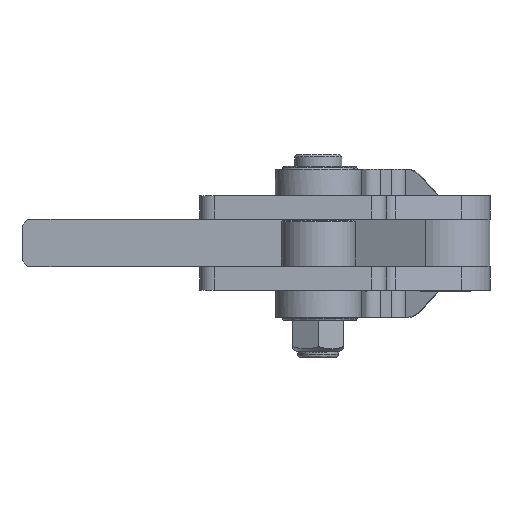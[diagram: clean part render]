
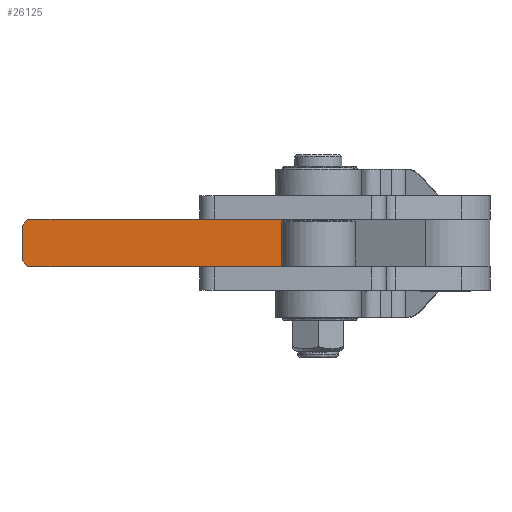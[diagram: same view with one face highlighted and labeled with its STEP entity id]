
A CAD part, front view. The second image highlights one B-rep face of the part: STEP entity #26125.
In plain terms, the highlighted planar face has unit normal (-0.001, -1, 0).
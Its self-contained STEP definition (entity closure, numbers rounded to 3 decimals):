
#6898 = DIRECTION ( 'NONE',  ( 0.707, 0., 0.707 ) ) ;
#7527 = DIRECTION ( 'NONE',  ( 0., 0., 1. ) ) ;
#8653 = CARTESIAN_POINT ( 'NONE',  ( -93.729, 5., -8. ) ) ;
#12255 = EDGE_CURVE ( 'NONE', #46593, #30068, #81155, .T. ) ;
#13333 = EDGE_CURVE ( 'NONE', #118666, #46593, #129907, .T. ) ;
#19048 = LINE ( 'NONE', #92283, #23528 ) ;
#19925 = CARTESIAN_POINT ( 'NONE',  ( -44.459, 5., 0. ) ) ;
#23528 = VECTOR ( 'NONE', #6898, 1000. ) ;
#26125 = ADVANCED_FACE ( 'NONE', ( #141671 ), #26750, .F. ) ;
#26750 = PLANE ( 'NONE',  #121024 ) ;
#30068 = VERTEX_POINT ( 'NONE', #157293 ) ;
#41051 = DIRECTION ( 'NONE',  ( 0., 1., 0. ) ) ;
#43568 = ORIENTED_EDGE ( 'NONE', *, *, #13333, .F. ) ;
#43801 = CARTESIAN_POINT ( 'NONE',  ( -44.459, 5., -8. ) ) ;
#44519 = CARTESIAN_POINT ( 'NONE',  ( -141., 5., -8. ) ) ;
#45548 = VERTEX_POINT ( 'NONE', #94936 ) ;
#46593 = VERTEX_POINT ( 'NONE', #44519 ) ;
#59262 = VECTOR ( 'NONE', #7527, 1000. ) ;
#63698 = LINE ( 'NONE', #178368, #59262 ) ;
#67664 = CARTESIAN_POINT ( 'NONE',  ( -143., 5., -6. ) ) ;
#72249 = VECTOR ( 'NONE', #96339, 1000. ) ;
#81155 = LINE ( 'NONE', #67664, #72249 ) ;
#83231 = CARTESIAN_POINT ( 'NONE',  ( -62.532, 5., 8. ) ) ;
#84064 = VERTEX_POINT ( 'NONE', #149738 ) ;
#91934 = VECTOR ( 'NONE', #151467, 1000. ) ;
#92283 = CARTESIAN_POINT ( 'NONE',  ( -143., 5., 6. ) ) ;
#94936 = CARTESIAN_POINT ( 'NONE',  ( -141., 5., 8. ) ) ;
#96339 = DIRECTION ( 'NONE',  ( -0.707, 0., 0.707 ) ) ;
#105707 = ORIENTED_EDGE ( 'NONE', *, *, #154422, .F. ) ;
#118666 = VERTEX_POINT ( 'NONE', #43801 ) ;
#119625 = LINE ( 'NONE', #19925, #153154 ) ;
#119694 = DIRECTION ( 'NONE',  ( 0., 0., -1. ) ) ;
#121024 = AXIS2_PLACEMENT_3D ( 'NONE', #140254, #41051, #140869 ) ;
#129907 = LINE ( 'NONE', #8653, #91934 ) ;
#137910 = VECTOR ( 'NONE', #168755, 1000. ) ;
#140254 = CARTESIAN_POINT ( 'NONE',  ( -44.459, 5., -8. ) ) ;
#140869 = DIRECTION ( 'NONE',  ( -1., 0., 0. ) ) ;
#141671 = FACE_OUTER_BOUND ( 'NONE', #181710, .T. ) ;
#144043 = CARTESIAN_POINT ( 'NONE',  ( -44.459, 5., 8. ) ) ;
#146724 = ORIENTED_EDGE ( 'NONE', *, *, #166522, .F. ) ;
#149738 = CARTESIAN_POINT ( 'NONE',  ( -143., 5., 6. ) ) ;
#151467 = DIRECTION ( 'NONE',  ( -1., 0., 0. ) ) ;
#153154 = VECTOR ( 'NONE', #119694, 1000. ) ;
#153586 = EDGE_CURVE ( 'NONE', #45548, #172973, #171416, .T. ) ;
#154422 = EDGE_CURVE ( 'NONE', #172973, #118666, #119625, .T. ) ;
#157293 = CARTESIAN_POINT ( 'NONE',  ( -143., 5., -6. ) ) ;
#160955 = EDGE_CURVE ( 'NONE', #30068, #84064, #63698, .T. ) ;
#161005 = ORIENTED_EDGE ( 'NONE', *, *, #153586, .F. ) ;
#166522 = EDGE_CURVE ( 'NONE', #84064, #45548, #19048, .T. ) ;
#168755 = DIRECTION ( 'NONE',  ( 1., 0., 0. ) ) ;
#169104 = ORIENTED_EDGE ( 'NONE', *, *, #12255, .F. ) ;
#171416 = LINE ( 'NONE', #83231, #137910 ) ;
#172973 = VERTEX_POINT ( 'NONE', #144043 ) ;
#178368 = CARTESIAN_POINT ( 'NONE',  ( -143., 5., 0. ) ) ;
#180078 = ORIENTED_EDGE ( 'NONE', *, *, #160955, .F. ) ;
#181710 = EDGE_LOOP ( 'NONE', ( #169104, #43568, #105707, #161005, #146724, #180078 ) ) ;
